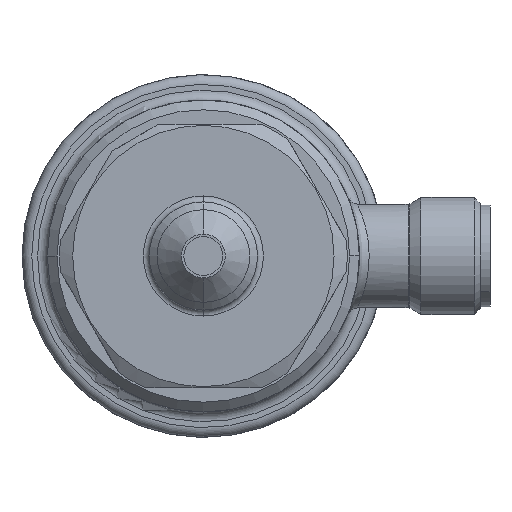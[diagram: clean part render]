
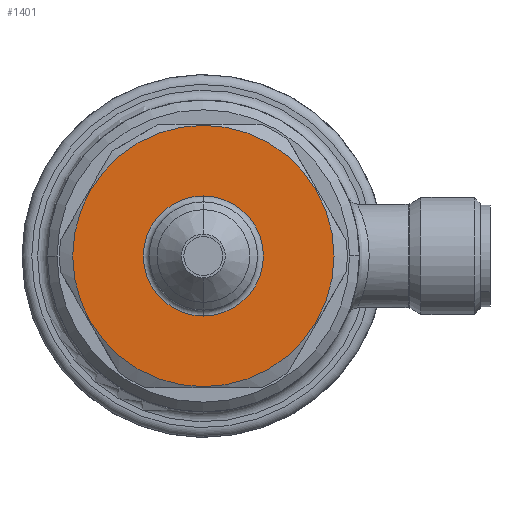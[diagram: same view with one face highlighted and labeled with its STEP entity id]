
A CAD part, front view. The second image highlights one B-rep face of the part: STEP entity #1401.
In plain terms, the highlighted face is planar.
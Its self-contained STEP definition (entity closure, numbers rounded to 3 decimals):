
#76 = AXIS2_PLACEMENT_3D ( 'NONE', #662, #720, #1329 ) ;
#207 = CIRCLE ( 'NONE', #1599, 6.156 ) ;
#227 = CARTESIAN_POINT ( 'NONE',  ( 33.5, 0., 0. ) ) ;
#281 = CARTESIAN_POINT ( 'NONE',  ( 33.5, 0., 13.4 ) ) ;
#662 = CARTESIAN_POINT ( 'NONE',  ( 33.5, 0., 0. ) ) ;
#720 = DIRECTION ( 'NONE',  ( -1., 0., 0. ) ) ;
#856 = DIRECTION ( 'NONE',  ( 0., 0., 1. ) ) ;
#925 = EDGE_CURVE ( 'NONE', #2855, #6068, #5591, .T. ) ;
#994 = CARTESIAN_POINT ( 'NONE',  ( 33.5, 0., 0. ) ) ;
#1225 = PLANE ( 'NONE',  #4169 ) ;
#1236 = CIRCLE ( 'NONE', #5936, 13.4 ) ;
#1329 = DIRECTION ( 'NONE',  ( 0., 0., 1. ) ) ;
#1401 = ADVANCED_FACE ( 'NONE', ( #6462, #3361 ), #1225, .F. ) ;
#1599 = AXIS2_PLACEMENT_3D ( 'NONE', #994, #5414, #1659 ) ;
#1638 = CARTESIAN_POINT ( 'NONE',  ( 33.5, 0., 0. ) ) ;
#1659 = DIRECTION ( 'NONE',  ( 0., 0., 1. ) ) ;
#1793 = CARTESIAN_POINT ( 'NONE',  ( 33.5, 13.4, 0. ) ) ;
#1829 = DIRECTION ( 'NONE',  ( -1., 0., 0. ) ) ;
#1855 = DIRECTION ( 'NONE',  ( 0., 0., 1. ) ) ;
#2051 = ORIENTED_EDGE ( 'NONE', *, *, #2662, .F. ) ;
#2101 = ORIENTED_EDGE ( 'NONE', *, *, #4153, .F. ) ;
#2276 = DIRECTION ( 'NONE',  ( 0., 0., 1. ) ) ;
#2432 = ORIENTED_EDGE ( 'NONE', *, *, #925, .T. ) ;
#2662 = EDGE_CURVE ( 'NONE', #2977, #7480, #1236, .T. ) ;
#2855 = VERTEX_POINT ( 'NONE', #5241 ) ;
#2920 = CIRCLE ( 'NONE', #4677, 13.4 ) ;
#2977 = VERTEX_POINT ( 'NONE', #281 ) ;
#3361 = FACE_BOUND ( 'NONE', #6570, .T. ) ;
#3928 = ORIENTED_EDGE ( 'NONE', *, *, #5674, .T. ) ;
#4153 = EDGE_CURVE ( 'NONE', #7480, #2977, #2920, .T. ) ;
#4169 = AXIS2_PLACEMENT_3D ( 'NONE', #1793, #1829, #1855 ) ;
#4307 = CARTESIAN_POINT ( 'NONE',  ( 33.5, 0., -13.4 ) ) ;
#4677 = AXIS2_PLACEMENT_3D ( 'NONE', #227, #4679, #856 ) ;
#4679 = DIRECTION ( 'NONE',  ( -1., 0., 0. ) ) ;
#5241 = CARTESIAN_POINT ( 'NONE',  ( 33.5, 0., 6.156 ) ) ;
#5414 = DIRECTION ( 'NONE',  ( -1., 0., 0. ) ) ;
#5591 = CIRCLE ( 'NONE', #76, 6.156 ) ;
#5642 = CARTESIAN_POINT ( 'NONE',  ( 33.5, 0., -6.156 ) ) ;
#5674 = EDGE_CURVE ( 'NONE', #6068, #2855, #207, .T. ) ;
#5936 = AXIS2_PLACEMENT_3D ( 'NONE', #1638, #6013, #2276 ) ;
#6013 = DIRECTION ( 'NONE',  ( -1., 0., 0. ) ) ;
#6068 = VERTEX_POINT ( 'NONE', #5642 ) ;
#6341 = EDGE_LOOP ( 'NONE', ( #2051, #2101 ) ) ;
#6462 = FACE_OUTER_BOUND ( 'NONE', #6341, .T. ) ;
#6570 = EDGE_LOOP ( 'NONE', ( #2432, #3928 ) ) ;
#7480 = VERTEX_POINT ( 'NONE', #4307 ) ;
